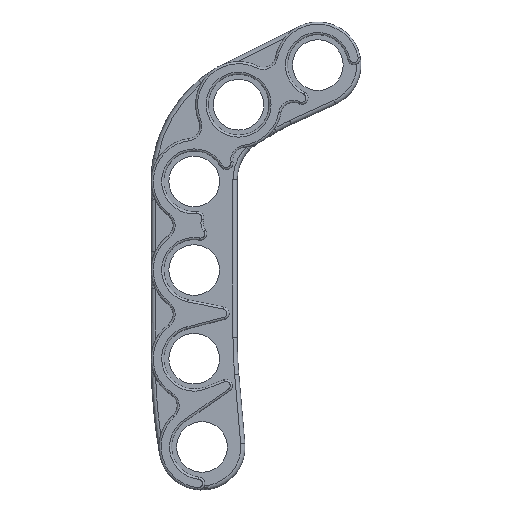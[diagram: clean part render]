
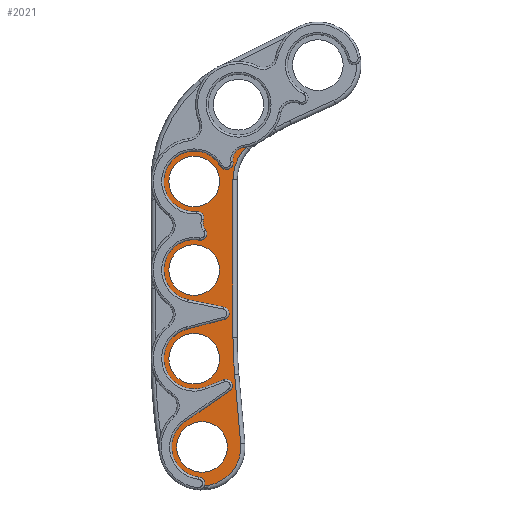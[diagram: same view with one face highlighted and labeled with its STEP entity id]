
A CAD part, top view. The second image highlights one B-rep face of the part: STEP entity #2021.
In plain terms, the highlighted planar face has unit normal (0, 0, 1).
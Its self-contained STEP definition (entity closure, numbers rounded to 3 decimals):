
#146=FACE_BOUND('',#395,.T.);
#147=FACE_BOUND('',#396,.T.);
#148=FACE_BOUND('',#397,.T.);
#149=FACE_BOUND('',#398,.T.);
#253=FACE_OUTER_BOUND('',#394,.T.);
#394=EDGE_LOOP('',(#1762,#1763,#1764,#1765,#1766,#1767,#1768,#1769,#1770,
#1771,#1772,#1773,#1774,#1775,#1776,#1777,#1778,#1779,#1780,#1781,#1782,
#1783));
#395=EDGE_LOOP('',(#1784));
#396=EDGE_LOOP('',(#1785));
#397=EDGE_LOOP('',(#1786));
#398=EDGE_LOOP('',(#1787));
#480=CIRCLE('',#2153,9.2);
#483=CIRCLE('',#2158,101.);
#486=CIRCLE('',#2163,11.);
#581=CIRCLE('',#2299,10.2);
#583=CIRCLE('',#2302,3.);
#584=CIRCLE('',#2304,1.602);
#585=CIRCLE('',#2306,7.2);
#586=CIRCLE('',#2308,1.5);
#587=CIRCLE('',#2310,2.7);
#588=CIRCLE('',#2312,1.5);
#589=CIRCLE('',#2314,7.2);
#604=CIRCLE('',#2339,1.5);
#605=CIRCLE('',#2340,7.2);
#606=CIRCLE('',#2341,1.5);
#607=CIRCLE('',#2342,7.2);
#608=CIRCLE('',#2343,1.5);
#609=CIRCLE('',#2344,6.);
#610=CIRCLE('',#2345,6.);
#611=CIRCLE('',#2346,6.);
#612=CIRCLE('',#2347,6.);
#660=LINE('',#3604,#753);
#661=LINE('',#3612,#754);
#685=LINE('',#3880,#778);
#688=LINE('',#3919,#781);
#689=LINE('',#3923,#782);
#690=LINE('',#3927,#783);
#753=VECTOR('',#2613,10.);
#754=VECTOR('',#2624,10.);
#778=VECTOR('',#2958,10.);
#781=VECTOR('',#3009,10.);
#782=VECTOR('',#3012,10.);
#783=VECTOR('',#3015,10.);
#881=VERTEX_POINT('',#3583);
#882=VERTEX_POINT('',#3585);
#883=VERTEX_POINT('',#3602);
#884=VERTEX_POINT('',#3606);
#885=VERTEX_POINT('',#3610);
#886=VERTEX_POINT('',#3614);
#954=VERTEX_POINT('',#3845);
#955=VERTEX_POINT('',#3850);
#956=VERTEX_POINT('',#3854);
#957=VERTEX_POINT('',#3858);
#958=VERTEX_POINT('',#3862);
#959=VERTEX_POINT('',#3866);
#960=VERTEX_POINT('',#3870);
#961=VERTEX_POINT('',#3874);
#962=VERTEX_POINT('',#3878);
#973=VERTEX_POINT('',#3916);
#974=VERTEX_POINT('',#3918);
#975=VERTEX_POINT('',#3920);
#976=VERTEX_POINT('',#3922);
#977=VERTEX_POINT('',#3924);
#978=VERTEX_POINT('',#3926);
#979=VERTEX_POINT('',#3928);
#980=VERTEX_POINT('',#3931);
#981=VERTEX_POINT('',#3933);
#982=VERTEX_POINT('',#3935);
#983=VERTEX_POINT('',#3937);
#1099=EDGE_CURVE('',#881,#882,#480,.T.);
#1102=EDGE_CURVE('',#883,#881,#660,.T.);
#1104=EDGE_CURVE('',#884,#883,#483,.T.);
#1106=EDGE_CURVE('',#885,#884,#661,.T.);
#1108=EDGE_CURVE('',#886,#885,#486,.T.);
#1220=EDGE_CURVE('',#954,#886,#581,.T.);
#1223=EDGE_CURVE('',#955,#954,#583,.T.);
#1225=EDGE_CURVE('',#956,#955,#584,.T.);
#1227=EDGE_CURVE('',#957,#956,#585,.T.);
#1229=EDGE_CURVE('',#958,#957,#586,.T.);
#1231=EDGE_CURVE('',#959,#958,#587,.T.);
#1233=EDGE_CURVE('',#960,#959,#588,.T.);
#1235=EDGE_CURVE('',#961,#960,#589,.T.);
#1237=EDGE_CURVE('',#962,#961,#685,.T.);
#1254=EDGE_CURVE('',#973,#962,#604,.T.);
#1255=EDGE_CURVE('',#974,#973,#688,.T.);
#1256=EDGE_CURVE('',#975,#974,#605,.T.);
#1257=EDGE_CURVE('',#976,#975,#689,.T.);
#1258=EDGE_CURVE('',#977,#976,#606,.T.);
#1259=EDGE_CURVE('',#978,#977,#690,.T.);
#1260=EDGE_CURVE('',#979,#978,#607,.T.);
#1261=EDGE_CURVE('',#882,#979,#608,.T.);
#1262=EDGE_CURVE('',#980,#980,#609,.T.);
#1263=EDGE_CURVE('',#981,#981,#610,.T.);
#1264=EDGE_CURVE('',#982,#982,#611,.T.);
#1265=EDGE_CURVE('',#983,#983,#612,.T.);
#1762=ORIENTED_EDGE('',*,*,#1108,.F.);
#1763=ORIENTED_EDGE('',*,*,#1220,.F.);
#1764=ORIENTED_EDGE('',*,*,#1223,.F.);
#1765=ORIENTED_EDGE('',*,*,#1225,.F.);
#1766=ORIENTED_EDGE('',*,*,#1227,.F.);
#1767=ORIENTED_EDGE('',*,*,#1229,.F.);
#1768=ORIENTED_EDGE('',*,*,#1231,.F.);
#1769=ORIENTED_EDGE('',*,*,#1233,.F.);
#1770=ORIENTED_EDGE('',*,*,#1235,.F.);
#1771=ORIENTED_EDGE('',*,*,#1237,.F.);
#1772=ORIENTED_EDGE('',*,*,#1254,.F.);
#1773=ORIENTED_EDGE('',*,*,#1255,.F.);
#1774=ORIENTED_EDGE('',*,*,#1256,.F.);
#1775=ORIENTED_EDGE('',*,*,#1257,.F.);
#1776=ORIENTED_EDGE('',*,*,#1258,.F.);
#1777=ORIENTED_EDGE('',*,*,#1259,.F.);
#1778=ORIENTED_EDGE('',*,*,#1260,.F.);
#1779=ORIENTED_EDGE('',*,*,#1261,.F.);
#1780=ORIENTED_EDGE('',*,*,#1099,.F.);
#1781=ORIENTED_EDGE('',*,*,#1102,.F.);
#1782=ORIENTED_EDGE('',*,*,#1104,.F.);
#1783=ORIENTED_EDGE('',*,*,#1106,.F.);
#1784=ORIENTED_EDGE('',*,*,#1262,.T.);
#1785=ORIENTED_EDGE('',*,*,#1263,.T.);
#1786=ORIENTED_EDGE('',*,*,#1264,.T.);
#1787=ORIENTED_EDGE('',*,*,#1265,.T.);
#1913=PLANE('',#2338);
#2021=ADVANCED_FACE('',(#253,#146,#147,#148,#149),#1913,.F.);
#2153=AXIS2_PLACEMENT_3D('',#3586,#2607,#2608);
#2158=AXIS2_PLACEMENT_3D('',#3608,#2618,#2619);
#2163=AXIS2_PLACEMENT_3D('',#3616,#2629,#2630);
#2299=AXIS2_PLACEMENT_3D('',#3847,#2916,#2917);
#2302=AXIS2_PLACEMENT_3D('',#3852,#2923,#2924);
#2304=AXIS2_PLACEMENT_3D('',#3856,#2928,#2929);
#2306=AXIS2_PLACEMENT_3D('',#3860,#2933,#2934);
#2308=AXIS2_PLACEMENT_3D('',#3864,#2938,#2939);
#2310=AXIS2_PLACEMENT_3D('',#3868,#2943,#2944);
#2312=AXIS2_PLACEMENT_3D('',#3872,#2948,#2949);
#2314=AXIS2_PLACEMENT_3D('',#3876,#2953,#2954);
#2338=AXIS2_PLACEMENT_3D('',#3915,#3005,#3006);
#2339=AXIS2_PLACEMENT_3D('',#3917,#3007,#3008);
#2340=AXIS2_PLACEMENT_3D('',#3921,#3010,#3011);
#2341=AXIS2_PLACEMENT_3D('',#3925,#3013,#3014);
#2342=AXIS2_PLACEMENT_3D('',#3929,#3016,#3017);
#2343=AXIS2_PLACEMENT_3D('',#3930,#3018,#3019);
#2344=AXIS2_PLACEMENT_3D('',#3932,#3020,#3021);
#2345=AXIS2_PLACEMENT_3D('',#3934,#3022,#3023);
#2346=AXIS2_PLACEMENT_3D('',#3936,#3024,#3025);
#2347=AXIS2_PLACEMENT_3D('',#3938,#3026,#3027);
#2607=DIRECTION('center_axis',(0.,0.,-1.));
#2608=DIRECTION('ref_axis',(0.703,-0.711,0.));
#2613=DIRECTION('',(0.087,-0.996,0.));
#2618=DIRECTION('center_axis',(0.,0.,1.));
#2619=DIRECTION('ref_axis',(-0.999,-0.044,0.));
#2624=DIRECTION('',(0.,-1.,0.));
#2629=DIRECTION('center_axis',(0.,0.,1.));
#2630=DIRECTION('ref_axis',(-0.871,0.491,0.));
#2916=DIRECTION('center_axis',(0.,0.,1.));
#2917=DIRECTION('ref_axis',(-1.,0.,0.));
#2923=DIRECTION('center_axis',(0.,0.,-1.));
#2924=DIRECTION('ref_axis',(-0.99,-0.14,0.));
#2928=DIRECTION('center_axis',(0.,0.,1.));
#2929=DIRECTION('ref_axis',(0.99,0.14,0.));
#2933=DIRECTION('center_axis',(0.,0.,-1.));
#2934=DIRECTION('ref_axis',(-1.,0.,0.));
#2938=DIRECTION('center_axis',(0.,0.,1.));
#2939=DIRECTION('ref_axis',(-0.089,0.996,0.));
#2943=DIRECTION('center_axis',(0.,0.,-1.));
#2944=DIRECTION('ref_axis',(-0.791,-0.611,0.));
#2948=DIRECTION('center_axis',(0.,0.,1.));
#2949=DIRECTION('ref_axis',(0.791,0.611,0.));
#2953=DIRECTION('center_axis',(0.,0.,-1.));
#2954=DIRECTION('ref_axis',(-1.,0.,0.));
#2958=DIRECTION('',(-0.98,0.197,0.));
#3005=DIRECTION('center_axis',(0.,0.,-1.));
#3006=DIRECTION('ref_axis',(-1.,0.,0.));
#3007=DIRECTION('center_axis',(0.,0.,1.));
#3008=DIRECTION('ref_axis',(0.197,0.98,0.));
#3009=DIRECTION('',(0.968,0.252,0.));
#3010=DIRECTION('center_axis',(0.,0.,-1.));
#3011=DIRECTION('ref_axis',(-1.,0.,0.));
#3012=DIRECTION('',(-0.933,-0.359,0.));
#3013=DIRECTION('center_axis',(0.,0.,1.));
#3014=DIRECTION('ref_axis',(-0.359,0.933,0.));
#3015=DIRECTION('',(0.823,0.568,0.));
#3016=DIRECTION('center_axis',(0.,0.,-1.));
#3017=DIRECTION('ref_axis',(-1.,0.,0.));
#3018=DIRECTION('center_axis',(0.,0.,1.));
#3019=DIRECTION('ref_axis',(0.099,0.995,0.));
#3020=DIRECTION('center_axis',(0.,0.,-1.));
#3021=DIRECTION('ref_axis',(1.,0.,0.));
#3022=DIRECTION('center_axis',(0.,0.,-1.));
#3023=DIRECTION('ref_axis',(1.,0.,0.));
#3024=DIRECTION('center_axis',(0.,0.,-1.));
#3025=DIRECTION('ref_axis',(1.,0.,0.));
#3026=DIRECTION('center_axis',(0.,0.,-1.));
#3027=DIRECTION('ref_axis',(1.,0.,0.));
#3583=CARTESIAN_POINT('',(85.82,-30.845,5.6));
#3585=CARTESIAN_POINT('',(77.196,-40.831,5.6));
#3586=CARTESIAN_POINT('Origin',(76.655,-31.647,5.6));
#3602=CARTESIAN_POINT('',(84.384,-14.437,5.6));
#3604=CARTESIAN_POINT('',(82.996,1.427,5.6));
#3606=CARTESIAN_POINT('',(84.,-5.634,5.6));
#3608=CARTESIAN_POINT('Origin',(185.,-5.634,5.6));
#3610=CARTESIAN_POINT('',(84.,31.685,5.6));
#3612=CARTESIAN_POINT('',(84.,22.64,5.6));
#3614=CARTESIAN_POINT('',(87.169,39.409,5.6));
#3616=CARTESIAN_POINT('Origin',(95.,31.685,5.6));
#3845=CARTESIAN_POINT('',(86.592,39.32,5.6));
#3847=CARTESIAN_POINT('Origin',(85.328,49.442,5.6));
#3850=CARTESIAN_POINT('',(83.993,35.923,5.6));
#3852=CARTESIAN_POINT('Origin',(86.964,36.343,5.6));
#3854=CARTESIAN_POINT('',(81.023,34.892,5.6));
#3856=CARTESIAN_POINT('Origin',(82.407,35.698,5.6));
#3858=CARTESIAN_POINT('',(75.441,24.1,5.6));
#3860=CARTESIAN_POINT('Origin',(74.8,31.271,5.6));
#3862=CARTESIAN_POINT('',(77.013,22.18,5.6));
#3864=CARTESIAN_POINT('Origin',(75.574,22.606,5.6));
#3866=CARTESIAN_POINT('',(77.465,19.762,5.6));
#3868=CARTESIAN_POINT('Origin',(79.602,21.413,5.6));
#3870=CARTESIAN_POINT('',(76.023,17.366,5.6));
#3872=CARTESIAN_POINT('Origin',(76.278,18.845,5.6));
#3874=CARTESIAN_POINT('',(73.378,3.213,5.6));
#3876=CARTESIAN_POINT('Origin',(74.8,10.271,5.6));
#3878=CARTESIAN_POINT('',(81.876,1.501,5.6));
#3880=CARTESIAN_POINT('',(80.098,1.859,5.6));
#3915=CARTESIAN_POINT('Origin',(89.454,13.595,5.6));
#3916=CARTESIAN_POINT('',(81.958,-1.421,5.6));
#3917=CARTESIAN_POINT('Origin',(81.58,0.031,5.6));
#3918=CARTESIAN_POINT('',(72.983,-3.762,5.6));
#3919=CARTESIAN_POINT('',(87.301,-0.027,5.6));
#3920=CARTESIAN_POINT('',(77.386,-17.448,5.6));
#3921=CARTESIAN_POINT('Origin',(74.8,-10.729,5.6));
#3922=CARTESIAN_POINT('',(81.812,-15.745,5.6));
#3923=CARTESIAN_POINT('',(87.845,-13.422,5.6));
#3924=CARTESIAN_POINT('',(83.203,-18.379,5.6));
#3925=CARTESIAN_POINT('Origin',(82.351,-17.145,5.6));
#3926=CARTESIAN_POINT('',(72.565,-25.721,5.6));
#3927=CARTESIAN_POINT('',(92.794,-11.76,5.6));
#3928=CARTESIAN_POINT('',(75.94,-38.811,5.6));
#3929=CARTESIAN_POINT('Origin',(76.655,-31.647,5.6));
#3930=CARTESIAN_POINT('Origin',(75.791,-40.304,5.6));
#3931=CARTESIAN_POINT('',(70.655,-31.647,5.6));
#3932=CARTESIAN_POINT('Origin',(76.655,-31.647,5.6));
#3933=CARTESIAN_POINT('',(68.8,31.271,5.6));
#3934=CARTESIAN_POINT('Origin',(74.8,31.271,5.6));
#3935=CARTESIAN_POINT('',(68.8,-10.729,5.6));
#3936=CARTESIAN_POINT('Origin',(74.8,-10.729,5.6));
#3937=CARTESIAN_POINT('',(68.8,10.271,5.6));
#3938=CARTESIAN_POINT('Origin',(74.8,10.271,5.6));
